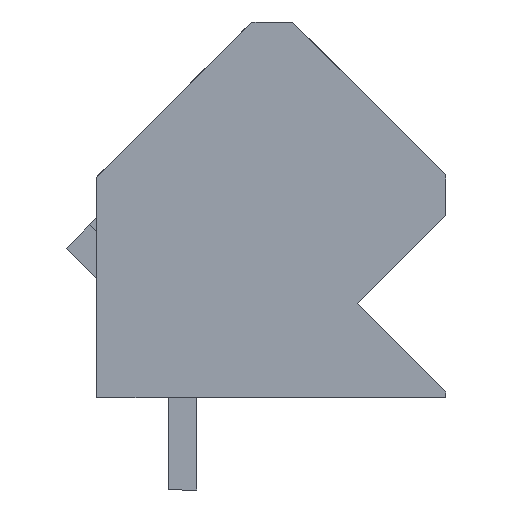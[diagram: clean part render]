
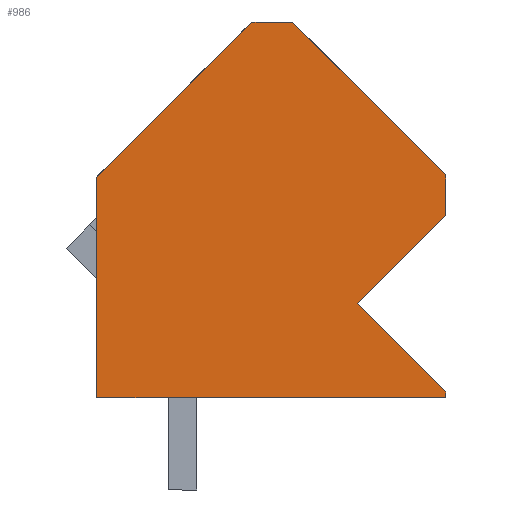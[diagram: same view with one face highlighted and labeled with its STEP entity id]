
A CAD part, left-side view. The second image highlights one B-rep face of the part: STEP entity #986.
In plain terms, the highlighted planar face has unit normal (-1, 0, 0).
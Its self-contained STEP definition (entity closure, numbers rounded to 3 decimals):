
#935=AXIS2_PLACEMENT_3D('Plane Axis2P3D',#932,#933,#934) ;
#255=CARTESIAN_POINT('Vertex',(0.,5.303,16.228)) ;
#258=CARTESIAN_POINT('Line Origine',(0.,2.651,13.577)) ;
#262=CARTESIAN_POINT('Vertex',(0.,0.,10.925)) ;
#687=CARTESIAN_POINT('Vertex',(0.,12.092,10.853)) ;
#690=CARTESIAN_POINT('Line Origine',(0.,9.405,13.541)) ;
#694=CARTESIAN_POINT('Vertex',(0.,6.717,16.228)) ;
#913=CARTESIAN_POINT('Line Origine',(0.,0.,10.218)) ;
#917=CARTESIAN_POINT('Vertex',(0.,0.,9.511)) ;
#932=CARTESIAN_POINT('Axis2P3D Location',(0.,13.152,0.)) ;
#937=CARTESIAN_POINT('Line Origine',(0.,6.046,3.2)) ;
#941=CARTESIAN_POINT('Vertex',(0.,12.092,3.2)) ;
#943=CARTESIAN_POINT('Vertex',(0.,0.,3.2)) ;
#946=CARTESIAN_POINT('Line Origine',(0.,0.,3.3)) ;
#950=CARTESIAN_POINT('Vertex',(0.,0.,3.4)) ;
#953=CARTESIAN_POINT('Line Origine',(0.,1.527,4.928)) ;
#957=CARTESIAN_POINT('Vertex',(0.,3.055,6.455)) ;
#960=CARTESIAN_POINT('Line Origine',(0.,1.527,7.983)) ;
#965=CARTESIAN_POINT('Line Origine',(0.,6.01,16.228)) ;
#970=CARTESIAN_POINT('Line Origine',(0.,12.092,7.027)) ;
#259=DIRECTION('Vector Direction',(0.,0.707,0.707)) ;
#691=DIRECTION('Vector Direction',(0.,0.707,-0.707)) ;
#914=DIRECTION('Vector Direction',(0.,0.,1.)) ;
#933=DIRECTION('Axis2P3D Direction',(-1.,0.,0.)) ;
#934=DIRECTION('Axis2P3D XDirection',(0.,-1.,0.)) ;
#938=DIRECTION('Vector Direction',(0.,-1.,0.)) ;
#947=DIRECTION('Vector Direction',(0.,0.,1.)) ;
#954=DIRECTION('Vector Direction',(0.,0.707,0.707)) ;
#961=DIRECTION('Vector Direction',(0.,-0.707,0.707)) ;
#966=DIRECTION('Vector Direction',(0.,1.,0.)) ;
#971=DIRECTION('Vector Direction',(0.,0.,-1.)) ;
#260=VECTOR('Line Direction',#259,1.) ;
#692=VECTOR('Line Direction',#691,1.) ;
#915=VECTOR('Line Direction',#914,1.) ;
#939=VECTOR('Line Direction',#938,1.) ;
#948=VECTOR('Line Direction',#947,1.) ;
#955=VECTOR('Line Direction',#954,1.) ;
#962=VECTOR('Line Direction',#961,1.) ;
#967=VECTOR('Line Direction',#966,1.) ;
#972=VECTOR('Line Direction',#971,1.) ;
#976=ORIENTED_EDGE('',*,*,#945,.T.) ;
#977=ORIENTED_EDGE('',*,*,#952,.T.) ;
#978=ORIENTED_EDGE('',*,*,#959,.T.) ;
#979=ORIENTED_EDGE('',*,*,#964,.T.) ;
#980=ORIENTED_EDGE('',*,*,#919,.T.) ;
#981=ORIENTED_EDGE('',*,*,#264,.T.) ;
#982=ORIENTED_EDGE('',*,*,#969,.T.) ;
#983=ORIENTED_EDGE('',*,*,#696,.T.) ;
#984=ORIENTED_EDGE('',*,*,#974,.T.) ;
#986=ADVANCED_FACE('HOUSING',(#985),#936,.T.) ;
#264=EDGE_CURVE('',#263,#256,#261,.T.) ;
#696=EDGE_CURVE('',#695,#688,#693,.T.) ;
#919=EDGE_CURVE('',#918,#263,#916,.T.) ;
#945=EDGE_CURVE('',#942,#944,#940,.T.) ;
#952=EDGE_CURVE('',#944,#951,#949,.T.) ;
#959=EDGE_CURVE('',#951,#958,#956,.T.) ;
#964=EDGE_CURVE('',#958,#918,#963,.T.) ;
#969=EDGE_CURVE('',#256,#695,#968,.T.) ;
#974=EDGE_CURVE('',#688,#942,#973,.T.) ;
#975=EDGE_LOOP('',(#976,#977,#978,#979,#980,#981,#982,#983,#984)) ;
#985=FACE_OUTER_BOUND('',#975,.T.) ;
#261=LINE('Line',#258,#260) ;
#693=LINE('Line',#690,#692) ;
#916=LINE('Line',#913,#915) ;
#940=LINE('Line',#937,#939) ;
#949=LINE('Line',#946,#948) ;
#956=LINE('Line',#953,#955) ;
#963=LINE('Line',#960,#962) ;
#968=LINE('Line',#965,#967) ;
#973=LINE('Line',#970,#972) ;
#936=PLANE('',#935) ;
#256=VERTEX_POINT('',#255) ;
#263=VERTEX_POINT('',#262) ;
#688=VERTEX_POINT('',#687) ;
#695=VERTEX_POINT('',#694) ;
#918=VERTEX_POINT('',#917) ;
#942=VERTEX_POINT('',#941) ;
#944=VERTEX_POINT('',#943) ;
#951=VERTEX_POINT('',#950) ;
#958=VERTEX_POINT('',#957) ;
